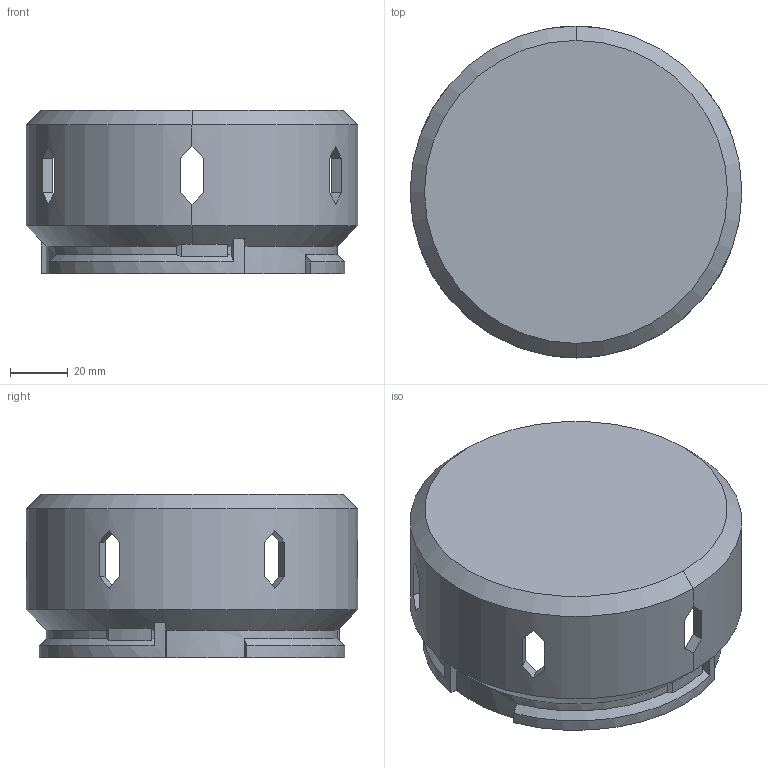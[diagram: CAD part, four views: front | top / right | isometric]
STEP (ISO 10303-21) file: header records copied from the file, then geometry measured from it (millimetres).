
FILE_DESCRIPTION (( 'STEP AP203' ), '1' );
FILE_NAME ('Lid.STEP', '2020-11-29T12:44:11', ( '' ), ( '' ), '', '', '' );
FILE_SCHEMA (( 'CONFIG_CONTROL_DESIGN' ));
Length unit declared in the file: millimetre
Products named in the file (1): Lid
Bounding box: 115 x 115 x 56.5 mm (x, y, z)
Volume: 113256.2 mm3; surface area: 58271.7 mm2
Topology: 1 solids, 1 shells, 89 faces, 249 edges, 159 vertices
Faces by surface type: plane 57, cylinder 20, cone 12
Entity records: 2933 total; most frequent: CARTESIAN_POINT 660, ORIENTED_EDGE 498, DIRECTION 426, EDGE_CURVE 249, VERTEX_POINT 159, LINE 144, VECTOR 144, AXIS2_PLACEMENT_3D 141
